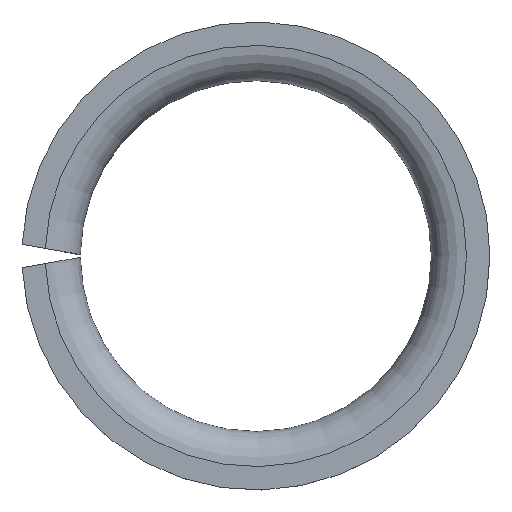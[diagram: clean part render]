
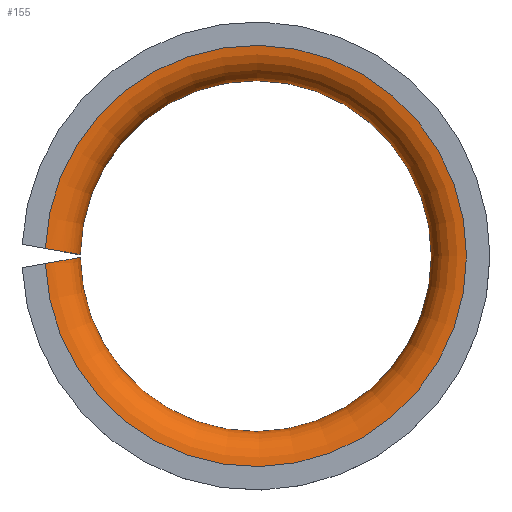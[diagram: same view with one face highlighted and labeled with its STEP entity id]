
A CAD part, top view. The second image highlights one B-rep face of the part: STEP entity #155.
In plain terms, the highlighted toroidal (fillet/blend) face has major radius 27 mm and minor radius 4.5 mm.
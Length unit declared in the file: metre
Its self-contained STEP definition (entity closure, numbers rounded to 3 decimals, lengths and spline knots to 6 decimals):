
#155=ADVANCED_FACE('',(#171),#172,.T.);
#171=FACE_OUTER_BOUND('',#196,.T.);
#172=TOROIDAL_SURFACE('',#197,0.027,0.0045);
#196=EDGE_LOOP('',(#236,#237,#238,#239));
#197=AXIS2_PLACEMENT_3D('',#240,#241,#242);
#236=ORIENTED_EDGE('',*,*,#325,.T.);
#237=ORIENTED_EDGE('',*,*,#326,.T.);
#238=ORIENTED_EDGE('',*,*,#327,.F.);
#239=ORIENTED_EDGE('',*,*,#312,.F.);
#240=CARTESIAN_POINT('',(0.0,0.0,0.0155));
#241=DIRECTION('',(0.0,0.,-1.0));
#242=DIRECTION('',(0.0,1.0,0.));
#312=EDGE_CURVE('',#342,#343,#344,.T.);
#325=EDGE_CURVE('',#342,#367,#368,.T.);
#326=EDGE_CURVE('',#367,#369,#370,.T.);
#327=EDGE_CURVE('',#343,#369,#371,.T.);
#342=VERTEX_POINT('',#392);
#343=VERTEX_POINT('',#393);
#344=B_SPLINE_CURVE_WITH_KNOTS('',3,(#394,#395,#396,#397,#398,#399,#400,#401,#402,#403,#404,#405,#406,#407,#408,#409,#410,#411),.UNSPECIFIED.,.F.,.F.,(4,2,2,2,2,2,2,2,4),(0.,0.000884,0.001768,0.002651,0.003535,0.004419,0.005303,0.006186,0.00707),.UNSPECIFIED.);
#367=VERTEX_POINT('',#462);
#368=CIRCLE('',#463,0.0225);
#369=VERTEX_POINT('',#464);
#370=B_SPLINE_CURVE_WITH_KNOTS('',3,(#465,#466,#467,#468,#469,#470,#471,#472,#473,#474,#475,#476,#477,#478,#479,#480,#481,#482),.UNSPECIFIED.,.F.,.F.,(4,2,2,2,2,2,2,2,4),(0.,0.000884,0.001768,0.002651,0.003535,0.004419,0.005303,0.006186,0.00707),.UNSPECIFIED.);
#371=CIRCLE('',#483,0.027);
#392=CARTESIAN_POINT('',(0.022499,-0.000176,0.0155));
#393=CARTESIAN_POINT('',(0.026983,-0.000967,0.02));
#394=CARTESIAN_POINT('',(0.022499,-0.000176,0.0155));
#395=CARTESIAN_POINT('',(0.022499,-0.000176,0.015799));
#396=CARTESIAN_POINT('',(0.022529,-0.000181,0.016093));
#397=CARTESIAN_POINT('',(0.022644,-0.000202,0.01667));
#398=CARTESIAN_POINT('',(0.022731,-0.000217,0.016957));
#399=CARTESIAN_POINT('',(0.022958,-0.000257,0.017503));
#400=CARTESIAN_POINT('',(0.023097,-0.000282,0.017762));
#401=CARTESIAN_POINT('',(0.023425,-0.000339,0.018251));
#402=CARTESIAN_POINT('',(0.023615,-0.000373,0.018482));
#403=CARTESIAN_POINT('',(0.024029,-0.000446,0.018896));
#404=CARTESIAN_POINT('',(0.024255,-0.000486,0.019081));
#405=CARTESIAN_POINT('',(0.024745,-0.000572,0.019409));
#406=CARTESIAN_POINT('',(0.025004,-0.000618,0.019547));
#407=CARTESIAN_POINT('',(0.025541,-0.000713,0.01977));
#408=CARTESIAN_POINT('',(0.025822,-0.000762,0.019856));
#409=CARTESIAN_POINT('',(0.026398,-0.000864,0.019971));
#410=CARTESIAN_POINT('',(0.026689,-0.000915,0.02));
#411=CARTESIAN_POINT('',(0.026983,-0.000967,0.02));
#462=CARTESIAN_POINT('',(0.022499,0.000176,0.0155));
#463=AXIS2_PLACEMENT_3D('',#538,#539,#540);
#464=CARTESIAN_POINT('',(0.026983,0.000967,0.02));
#465=CARTESIAN_POINT('',(0.022499,0.000176,0.0155));
#466=CARTESIAN_POINT('',(0.022499,0.000176,0.015799));
#467=CARTESIAN_POINT('',(0.022529,0.000181,0.016093));
#468=CARTESIAN_POINT('',(0.022644,0.000202,0.01667));
#469=CARTESIAN_POINT('',(0.022731,0.000217,0.016957));
#470=CARTESIAN_POINT('',(0.022958,0.000257,0.017503));
#471=CARTESIAN_POINT('',(0.023097,0.000282,0.017762));
#472=CARTESIAN_POINT('',(0.023425,0.000339,0.018251));
#473=CARTESIAN_POINT('',(0.023615,0.000373,0.018482));
#474=CARTESIAN_POINT('',(0.024029,0.000446,0.018896));
#475=CARTESIAN_POINT('',(0.024255,0.000486,0.019081));
#476=CARTESIAN_POINT('',(0.024745,0.000572,0.019409));
#477=CARTESIAN_POINT('',(0.025004,0.000618,0.019547));
#478=CARTESIAN_POINT('',(0.025541,0.000713,0.01977));
#479=CARTESIAN_POINT('',(0.025822,0.000762,0.019856));
#480=CARTESIAN_POINT('',(0.026398,0.000864,0.019971));
#481=CARTESIAN_POINT('',(0.026689,0.000915,0.02));
#482=CARTESIAN_POINT('',(0.026983,0.000967,0.02));
#483=AXIS2_PLACEMENT_3D('',#541,#542,#543);
#538=CARTESIAN_POINT('',(0.0,0.0,0.0155));
#539=DIRECTION('',(0.0,0.,-1.0));
#540=DIRECTION('',(0.0,1.0,0.));
#541=CARTESIAN_POINT('',(0.0,0.0,0.02));
#542=DIRECTION('',(0.0,0.,-1.0));
#543=DIRECTION('',(0.0,1.0,0.));
